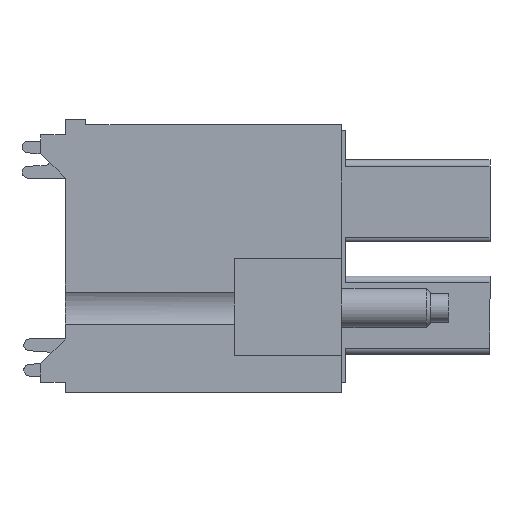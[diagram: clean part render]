
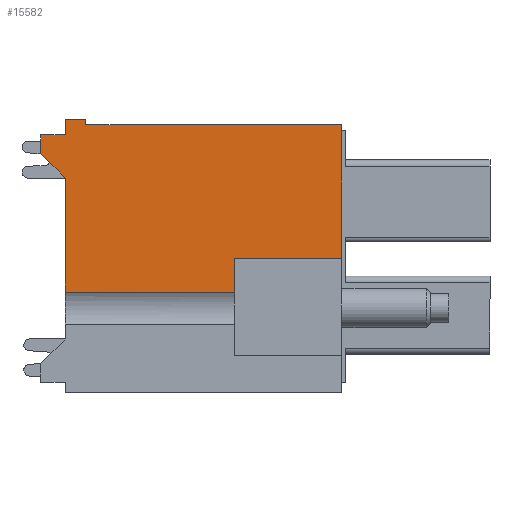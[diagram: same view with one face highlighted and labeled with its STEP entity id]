
A CAD part, left-side view. The second image highlights one B-rep face of the part: STEP entity #15582.
In plain terms, the highlighted planar face has unit normal (-1, 0, 0).
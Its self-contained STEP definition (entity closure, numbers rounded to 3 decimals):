
#560=LINE('',#23119,#2487);
#562=LINE('',#23123,#2489);
#568=LINE('',#23138,#2495);
#669=LINE('',#23340,#2596);
#794=LINE('',#23567,#2721);
#860=LINE('',#23721,#2787);
#862=LINE('',#23725,#2789);
#863=LINE('',#23727,#2790);
#864=LINE('',#23728,#2791);
#865=LINE('',#23730,#2792);
#866=LINE('',#23732,#2793);
#867=LINE('',#23734,#2794);
#2487=VECTOR('',#18184,1000.);
#2489=VECTOR('',#18188,1000.);
#2495=VECTOR('',#18202,1000.);
#2596=VECTOR('',#18385,1000.);
#2721=VECTOR('',#18586,1000.);
#2787=VECTOR('',#18756,1000.);
#2789=VECTOR('',#18760,1000.);
#2790=VECTOR('',#18761,1000.);
#2791=VECTOR('',#18762,1000.);
#2792=VECTOR('',#18763,1000.);
#2793=VECTOR('',#18764,1000.);
#2794=VECTOR('',#18765,1000.);
#5568=ORIENTED_EDGE('',*,*,#9511,.F.);
#5569=ORIENTED_EDGE('',*,*,#9512,.T.);
#5570=ORIENTED_EDGE('',*,*,#9208,.F.);
#5571=ORIENTED_EDGE('',*,*,#9201,.F.);
#5572=ORIENTED_EDGE('',*,*,#9435,.T.);
#5573=ORIENTED_EDGE('',*,*,#9513,.F.);
#5574=ORIENTED_EDGE('',*,*,#9514,.F.);
#5575=ORIENTED_EDGE('',*,*,#9515,.F.);
#5576=ORIENTED_EDGE('',*,*,#9516,.F.);
#5577=ORIENTED_EDGE('',*,*,#9310,.F.);
#5578=ORIENTED_EDGE('',*,*,#9199,.T.);
#5579=ORIENTED_EDGE('',*,*,#9509,.T.);
#9199=EDGE_CURVE('',#11362,#11361,#560,.T.);
#9201=EDGE_CURVE('',#11363,#11364,#562,.T.);
#9208=EDGE_CURVE('',#11364,#11368,#568,.T.);
#9310=EDGE_CURVE('',#11362,#11427,#669,.T.);
#9435=EDGE_CURVE('',#11363,#11491,#794,.T.);
#9509=EDGE_CURVE('',#11361,#11528,#860,.T.);
#9511=EDGE_CURVE('',#11529,#11528,#862,.T.);
#9512=EDGE_CURVE('',#11529,#11368,#863,.T.);
#9513=EDGE_CURVE('',#11530,#11491,#864,.T.);
#9514=EDGE_CURVE('',#11531,#11530,#865,.T.);
#9515=EDGE_CURVE('',#11532,#11531,#866,.T.);
#9516=EDGE_CURVE('',#11427,#11532,#867,.T.);
#11361=VERTEX_POINT('',#23118);
#11362=VERTEX_POINT('',#23120);
#11363=VERTEX_POINT('',#23124);
#11364=VERTEX_POINT('',#23125);
#11368=VERTEX_POINT('',#23139);
#11427=VERTEX_POINT('',#23338);
#11491=VERTEX_POINT('',#23566);
#11528=VERTEX_POINT('',#23722);
#11529=VERTEX_POINT('',#23726);
#11530=VERTEX_POINT('',#23729);
#11531=VERTEX_POINT('',#23731);
#11532=VERTEX_POINT('',#23733);
#13147=EDGE_LOOP('',(#5568,#5569,#5570,#5571,#5572,#5573,#5574,#5575,#5576,
#5577,#5578,#5579));
#14066=FACE_BOUND('',#13147,.T.);
#14896=PLANE('',#16619);
#15582=ADVANCED_FACE('',(#14066),#14896,.F.);
#16619=AXIS2_PLACEMENT_3D('',#23724,#18758,#18759);
#18184=DIRECTION('',(0.,0.,-1.));
#18188=DIRECTION('',(0.,1.,0.));
#18202=DIRECTION('',(0.,0.,-1.));
#18385=DIRECTION('',(0.,-1.,0.));
#18586=DIRECTION('',(0.,0.,1.));
#18756=DIRECTION('',(0.,-0.707,-0.707));
#18758=DIRECTION('',(1.,0.,0.));
#18759=DIRECTION('',(0.,0.,-1.));
#18760=DIRECTION('',(0.,0.,1.));
#18761=DIRECTION('',(0.,-1.,0.));
#18762=DIRECTION('',(0.,-1.,0.));
#18763=DIRECTION('',(0.,0.,-1.));
#18764=DIRECTION('',(0.,-1.,0.));
#18765=DIRECTION('',(0.,0.,1.));
#23118=CARTESIAN_POINT('',(-7.4,14.6,5.1));
#23119=CARTESIAN_POINT('',(-7.4,14.6,6.));
#23120=CARTESIAN_POINT('',(-7.4,14.6,6.));
#23123=CARTESIAN_POINT('',(-7.4,0.,0.));
#23124=CARTESIAN_POINT('',(-7.4,0.,0.));
#23125=CARTESIAN_POINT('',(-7.4,5.2,0.));
#23138=CARTESIAN_POINT('',(-7.4,5.2,0.));
#23139=CARTESIAN_POINT('',(-7.4,5.2,-1.624));
#23338=CARTESIAN_POINT('',(-7.4,13.4,6.));
#23340=CARTESIAN_POINT('',(-7.4,14.6,6.));
#23566=CARTESIAN_POINT('',(-7.4,0.,6.5));
#23567=CARTESIAN_POINT('',(-7.4,0.,-6.5));
#23721=CARTESIAN_POINT('',(-7.4,13.4,3.9));
#23722=CARTESIAN_POINT('',(-7.4,13.4,3.9));
#23724=CARTESIAN_POINT('',(-7.4,13.4,-6.5));
#23725=CARTESIAN_POINT('',(-7.4,13.4,-6.5));
#23726=CARTESIAN_POINT('',(-7.4,13.4,-1.624));
#23727=CARTESIAN_POINT('',(-7.4,17.712,-1.624));
#23728=CARTESIAN_POINT('',(-7.4,13.4,6.5));
#23729=CARTESIAN_POINT('',(-7.4,12.4,6.5));
#23730=CARTESIAN_POINT('',(-7.4,12.4,6.5));
#23731=CARTESIAN_POINT('',(-7.4,12.4,6.75));
#23732=CARTESIAN_POINT('',(-7.4,12.4,6.75));
#23733=CARTESIAN_POINT('',(-7.4,13.4,6.75));
#23734=CARTESIAN_POINT('',(-7.4,13.4,-6.5));
